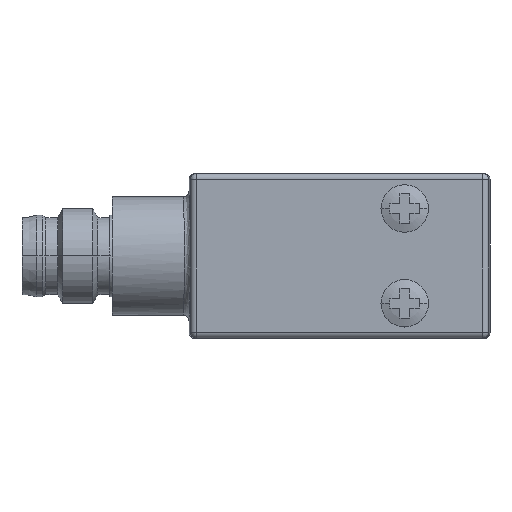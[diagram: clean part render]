
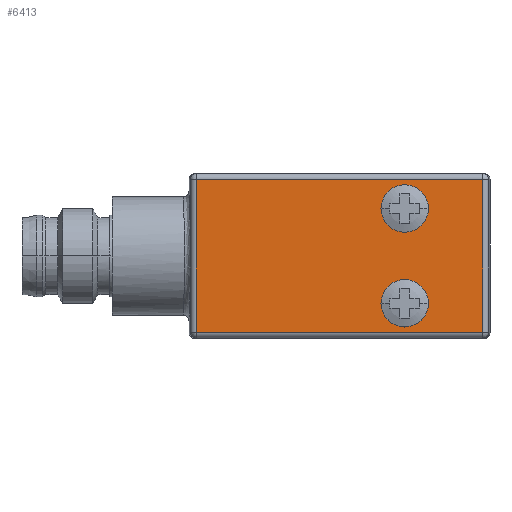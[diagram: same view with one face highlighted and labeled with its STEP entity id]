
A CAD part, top view. The second image highlights one B-rep face of the part: STEP entity #6413.
In plain terms, the highlighted planar face has unit normal (0, 0, 1).
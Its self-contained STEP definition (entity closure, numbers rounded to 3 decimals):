
#2223=CARTESIAN_POINT('',(-4.2,4.,2.9));
#2224=DIRECTION('',(0.,0.,1.));
#2225=DIRECTION('',(0.,1.,0.));
#2226=AXIS2_PLACEMENT_3D('',#2223,#2224,#2225);
#2618=CARTESIAN_POINT('',(-4.2,4.,2.9));
#2619=DIRECTION('',(0.,0.,1.));
#2620=DIRECTION('',(0.,-1.,0.));
#2621=AXIS2_PLACEMENT_3D('',#2618,#2619,#2620);
#2641=DIRECTION('',(-1.,0.,0.));
#2642=VECTOR('',#2641,24.194);
#2643=CARTESIAN_POINT('',(2.397,-6.45,2.9));
#2644=LINE('',#2643,#2642);
#2679=DIRECTION('',(0.,-1.,0.));
#2680=VECTOR('',#2679,12.9);
#2681=CARTESIAN_POINT('',(2.397,6.45,2.9));
#2682=LINE('',#2681,#2680);
#2931=DIRECTION('',(-1.,0.,0.));
#2932=VECTOR('',#2931,24.194);
#2933=CARTESIAN_POINT('',(2.397,6.45,2.9));
#2934=LINE('',#2933,#2932);
#2961=DIRECTION('',(0.,1.,0.));
#2962=VECTOR('',#2961,12.9);
#2963=CARTESIAN_POINT('',(-21.797,-6.45,2.9));
#2964=LINE('',#2963,#2962);
#5024=CARTESIAN_POINT('',(-4.2,-4.,2.9));
#5025=DIRECTION('',(0.,0.,1.));
#5026=DIRECTION('',(0.,-1.,0.));
#5027=AXIS2_PLACEMENT_3D('',#5024,#5025,#5026);
#5077=CARTESIAN_POINT('',(-4.2,-4.,2.9));
#5078=DIRECTION('',(0.,0.,1.));
#5079=DIRECTION('',(0.,1.,0.));
#5080=AXIS2_PLACEMENT_3D('',#5077,#5078,#5079);
#5507=CARTESIAN_POINT('',(2.397,-6.45,2.9));
#5508=CARTESIAN_POINT('',(-21.797,-6.45,2.9));
#5509=VERTEX_POINT('',#5507);
#5510=VERTEX_POINT('',#5508);
#5519=CARTESIAN_POINT('',(-21.797,6.45,2.9));
#5520=VERTEX_POINT('',#5519);
#5525=CARTESIAN_POINT('',(2.397,6.45,2.9));
#5526=VERTEX_POINT('',#5525);
#5559=CARTESIAN_POINT('',(-4.2,-5.085,2.9));
#5560=CARTESIAN_POINT('',(-4.2,-2.915,2.9));
#5561=VERTEX_POINT('',#5559);
#5562=VERTEX_POINT('',#5560);
#5563=CARTESIAN_POINT('',(-4.2,5.085,2.9));
#5564=CARTESIAN_POINT('',(-4.2,2.915,2.9));
#5565=VERTEX_POINT('',#5563);
#5566=VERTEX_POINT('',#5564);
#6388=CARTESIAN_POINT('',(3.,0.,2.9));
#6389=DIRECTION('',(0.,0.,-1.));
#6390=DIRECTION('',(0.,1.,0.));
#6391=AXIS2_PLACEMENT_3D('',#6388,#6389,#6390);
#6392=PLANE('',#6391);
#6394=ORIENTED_EDGE('',*,*,#6393,.T.);
#6396=ORIENTED_EDGE('',*,*,#6395,.T.);
#6398=ORIENTED_EDGE('',*,*,#6397,.F.);
#6400=ORIENTED_EDGE('',*,*,#6399,.T.);
#6401=EDGE_LOOP('',(#6394,#6396,#6398,#6400));
#6402=FACE_OUTER_BOUND('',#6401,.F.);
#6404=ORIENTED_EDGE('',*,*,#6403,.T.);
#6406=ORIENTED_EDGE('',*,*,#6405,.T.);
#6407=EDGE_LOOP('',(#6404,#6406));
#6408=FACE_BOUND('',#6407,.F.);
#6409=ORIENTED_EDGE('',*,*,#6374,.T.);
#6410=ORIENTED_EDGE('',*,*,#5919,.T.);
#6411=EDGE_LOOP('',(#6409,#6410));
#6412=FACE_BOUND('',#6411,.F.);
#6413=ADVANCED_FACE('',(#6402,#6408,#6412),#6392,.F.);
#2227=CIRCLE('',#2226,1.085);
#2622=CIRCLE('',#2621,1.085);
#5028=CIRCLE('',#5027,1.085);
#5081=CIRCLE('',#5080,1.085);
#5919=EDGE_CURVE('',#5565,#5566,#2227,.T.);
#6374=EDGE_CURVE('',#5566,#5565,#2622,.T.);
#6393=EDGE_CURVE('',#5509,#5510,#2644,.T.);
#6395=EDGE_CURVE('',#5510,#5520,#2964,.T.);
#6397=EDGE_CURVE('',#5526,#5520,#2934,.T.);
#6399=EDGE_CURVE('',#5526,#5509,#2682,.T.);
#6403=EDGE_CURVE('',#5561,#5562,#5028,.T.);
#6405=EDGE_CURVE('',#5562,#5561,#5081,.T.);
